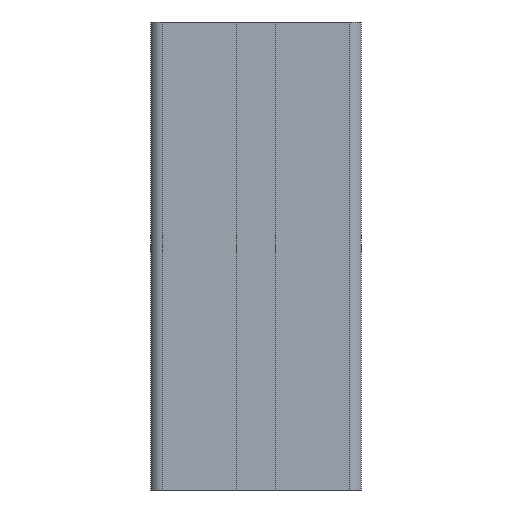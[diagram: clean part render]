
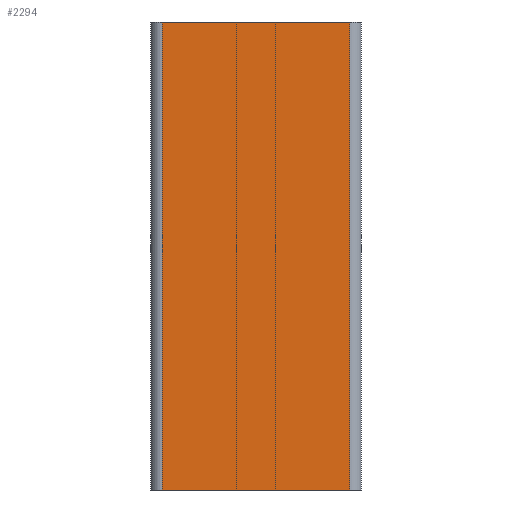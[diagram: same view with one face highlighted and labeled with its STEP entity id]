
A CAD part, front view. The second image highlights one B-rep face of the part: STEP entity #2294.
In plain terms, the highlighted planar face has unit normal (0, -1, 0).
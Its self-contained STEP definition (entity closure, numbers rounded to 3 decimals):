
#42=PLANE('',#2490);
#132=FACE_OUTER_BOUND('',#270,.T.);
#270=EDGE_LOOP('',(#1827,#1828,#1829,#1830));
#384=LINE('',#3266,#666);
#482=LINE('',#3528,#764);
#553=LINE('',#3707,#835);
#554=LINE('',#3709,#836);
#666=VECTOR('',#2628,1000.);
#764=VECTOR('',#2794,1000.);
#835=VECTOR('',#2913,1000.);
#836=VECTOR('',#2916,1000.);
#1013=VERTEX_POINT('',#3263);
#1014=VERTEX_POINT('',#3265);
#1143=VERTEX_POINT('',#3525);
#1144=VERTEX_POINT('',#3527);
#1243=EDGE_CURVE('',#1013,#1014,#384,.T.);
#1374=EDGE_CURVE('',#1144,#1143,#482,.T.);
#1465=EDGE_CURVE('',#1013,#1144,#553,.T.);
#1466=EDGE_CURVE('',#1014,#1143,#554,.T.);
#1827=ORIENTED_EDGE('',*,*,#1374,.T.);
#1828=ORIENTED_EDGE('',*,*,#1466,.F.);
#1829=ORIENTED_EDGE('',*,*,#1243,.F.);
#1830=ORIENTED_EDGE('',*,*,#1465,.T.);
#2294=ADVANCED_FACE('',(#132),#42,.F.);
#2490=AXIS2_PLACEMENT_3D('',#3708,#2914,#2915);
#2628=DIRECTION('',(1.,0.,0.));
#2794=DIRECTION('',(1.,0.,0.));
#2913=DIRECTION('',(0.,0.,-1.));
#2914=DIRECTION('center_axis',(0.,1.,0.));
#2915=DIRECTION('ref_axis',(0.,0.,1.));
#2916=DIRECTION('',(0.,0.,-1.));
#3263=CARTESIAN_POINT('',(-20.,-45.,50.));
#3265=CARTESIAN_POINT('',(20.,-45.,50.));
#3266=CARTESIAN_POINT('',(-20.,-45.,50.));
#3525=CARTESIAN_POINT('',(20.,-45.,-50.));
#3527=CARTESIAN_POINT('',(-20.,-45.,-50.));
#3528=CARTESIAN_POINT('',(4.15,-45.,-50.));
#3707=CARTESIAN_POINT('',(-20.,-45.,50.));
#3708=CARTESIAN_POINT('Origin',(4.15,-45.,50.));
#3709=CARTESIAN_POINT('',(20.,-45.,50.));
